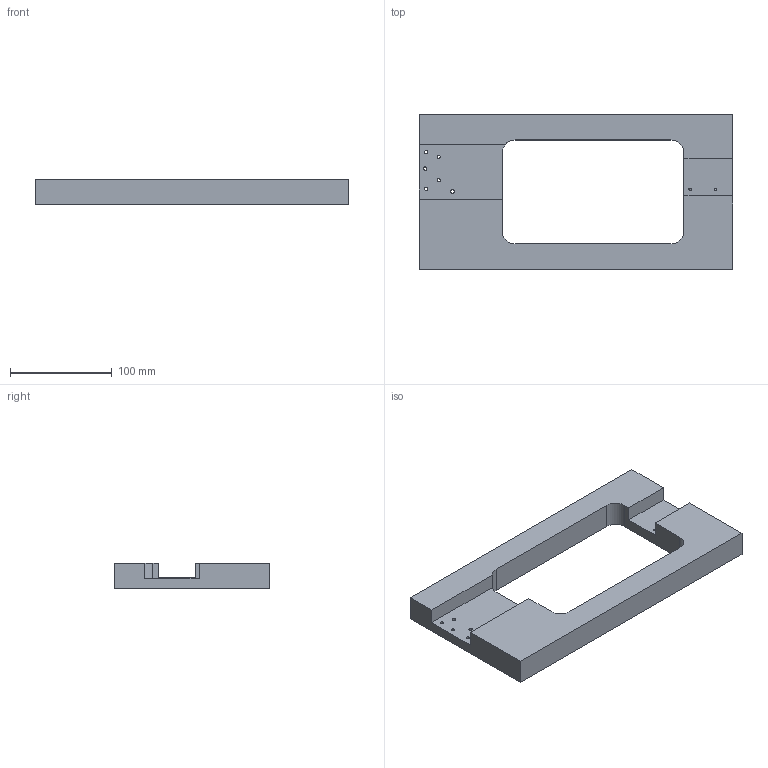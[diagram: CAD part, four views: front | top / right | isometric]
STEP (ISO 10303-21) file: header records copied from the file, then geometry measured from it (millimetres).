
FILE_DESCRIPTION(/* description */ (''),/* implementation_level */ '2;1');
FILE_NAME(/* name */ '0514_FRAME BEARING GUIDE WAY revB.stp',/* time_stamp */ '2021-05-22T21:09:18-07:00',/* author */ (''),/* organization */ (''),/* preprocessor_version */ 'ST-DEVELOPER v14',/* originating_system */ 'SIEMENS PLM Software NX 8.0',/* authorisation */ '');
FILE_SCHEMA (('AUTOMOTIVE_DESIGN { 1 0 10303 214 3 1 1 1 }'));
Length unit declared in the file: millimetre
Products named in the file (1): 0514_FRAME BEARING GUIDE WAY
Bounding box: 308.11 x 152.9 x 25.4 mm (x, y, z)
Volume: 642518.5 mm3; surface area: 99090.7 mm2
Topology: 1 solids, 1 shells, 61 faces, 177 edges, 120 vertices
Faces by surface type: cylinder 27, plane 26, cone 8
Full cylindrical faces by diameter (mm): 2.5 x2, 3.3 x6, 5 x6, 6.01 x1
Entity records: 1812 total; most frequent: DIRECTION 311, CARTESIAN_POINT 310, ORIENTED_EDGE 262, EDGE_CURVE 131, AXIS2_PLACEMENT_3D 119, VERTEX_POINT 105, EDGE_LOOP 102, FACE_BOUND 77
